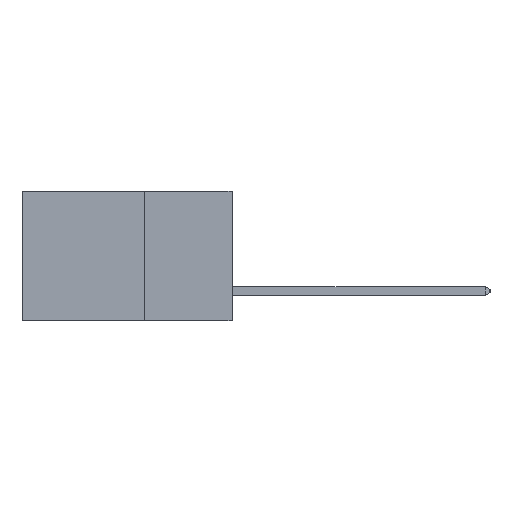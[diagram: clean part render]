
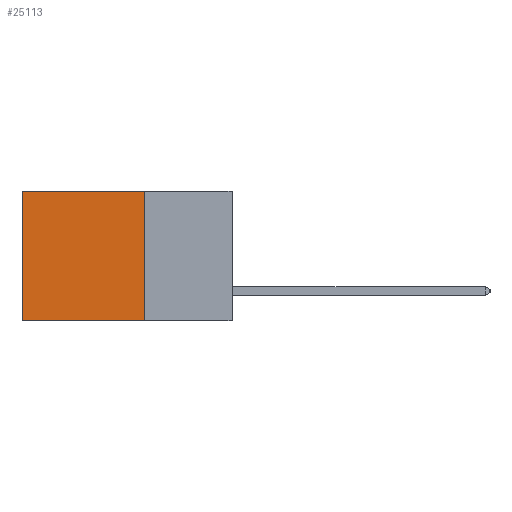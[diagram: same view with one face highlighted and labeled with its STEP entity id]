
A CAD part, left-side view. The second image highlights one B-rep face of the part: STEP entity #25113.
In plain terms, the highlighted planar face has unit normal (-1, 0, 0).
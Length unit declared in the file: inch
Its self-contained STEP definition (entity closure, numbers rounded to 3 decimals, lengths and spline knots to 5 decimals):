
#481 = VECTOR ( 'NONE', #5459, 39.37008 ) ;
#844 = ORIENTED_EDGE ( 'NONE', *, *, #12119, .F. ) ;
#1357 = DIRECTION ( 'NONE',  ( 0., 0., -1. ) ) ;
#2539 = DIRECTION ( 'NONE',  ( 0., 0., -1. ) ) ;
#2887 = VECTOR ( 'NONE', #9796, 39.37008 ) ;
#3219 = EDGE_LOOP ( 'NONE', ( #13289, #23219, #844, #26266 ) ) ;
#3239 = LINE ( 'NONE', #3337, #26049 ) ;
#3337 = CARTESIAN_POINT ( 'NONE',  ( 0.2875, 0.25, 0. ) ) ;
#5128 = EDGE_CURVE ( 'NONE', #8493, #18778, #11947, .T. ) ;
#5459 = DIRECTION ( 'NONE',  ( 0., 1., 0. ) ) ;
#6529 = CARTESIAN_POINT ( 'NONE',  ( 0.2875, 0.25, 0. ) ) ;
#8493 = VERTEX_POINT ( 'NONE', #17421 ) ;
#9796 = DIRECTION ( 'NONE',  ( 0., 0., -1. ) ) ;
#11857 = LINE ( 'NONE', #24142, #481 ) ;
#11947 = LINE ( 'NONE', #13149, #27043 ) ;
#12003 = PLANE ( 'NONE',  #24726 ) ;
#12119 = EDGE_CURVE ( 'NONE', #16187, #13692, #14187, .T. ) ;
#12436 = EDGE_CURVE ( 'NONE', #13692, #18778, #11857, .T. ) ;
#13149 = CARTESIAN_POINT ( 'NONE',  ( 0.2875, 0.6, 0. ) ) ;
#13289 = ORIENTED_EDGE ( 'NONE', *, *, #5128, .T. ) ;
#13692 = VERTEX_POINT ( 'NONE', #14241 ) ;
#14127 = DIRECTION ( 'NONE',  ( 1., 0., 0. ) ) ;
#14187 = LINE ( 'NONE', #24248, #2887 ) ;
#14241 = CARTESIAN_POINT ( 'NONE',  ( 0.2875, 0.25, -0.37 ) ) ;
#16187 = VERTEX_POINT ( 'NONE', #6529 ) ;
#17421 = CARTESIAN_POINT ( 'NONE',  ( 0.2875, 0.6, 0. ) ) ;
#18778 = VERTEX_POINT ( 'NONE', #26260 ) ;
#19248 = FACE_OUTER_BOUND ( 'NONE', #3219, .T. ) ;
#22079 = CARTESIAN_POINT ( 'NONE',  ( 0.2875, 0.25, 0. ) ) ;
#23219 = ORIENTED_EDGE ( 'NONE', *, *, #12436, .F. ) ;
#23798 = EDGE_CURVE ( 'NONE', #16187, #8493, #3239, .T. ) ;
#24142 = CARTESIAN_POINT ( 'NONE',  ( 0.2875, 0.25, -0.37 ) ) ;
#24214 = DIRECTION ( 'NONE',  ( 0., 1., 0. ) ) ;
#24248 = CARTESIAN_POINT ( 'NONE',  ( 0.2875, 0.25, 0. ) ) ;
#24726 = AXIS2_PLACEMENT_3D ( 'NONE', #22079, #14127, #1357 ) ;
#25113 = ADVANCED_FACE ( 'NONE', ( #19248 ), #12003, .F. ) ;
#26049 = VECTOR ( 'NONE', #24214, 39.37008 ) ;
#26260 = CARTESIAN_POINT ( 'NONE',  ( 0.2875, 0.6, -0.37 ) ) ;
#26266 = ORIENTED_EDGE ( 'NONE', *, *, #23798, .T. ) ;
#27043 = VECTOR ( 'NONE', #2539, 39.37008 ) ;
